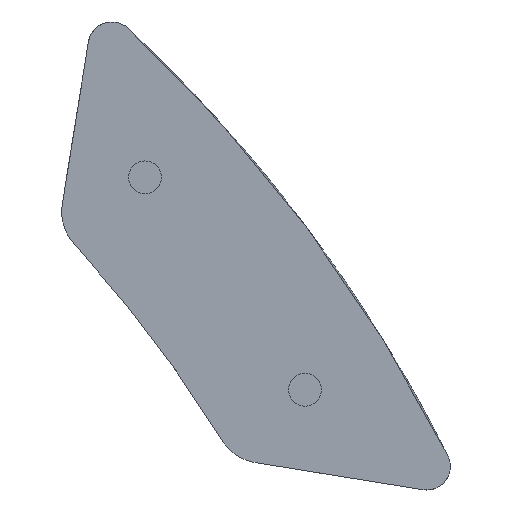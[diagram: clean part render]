
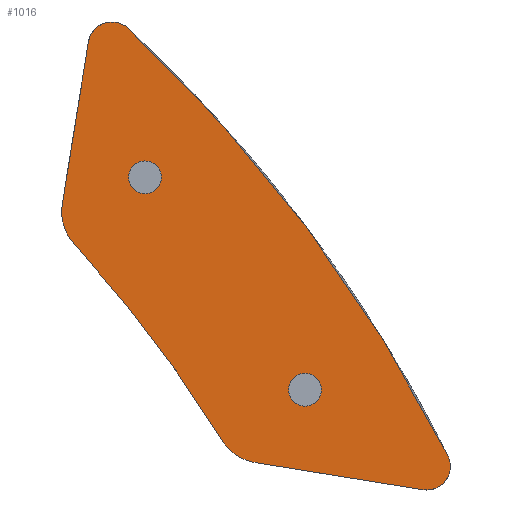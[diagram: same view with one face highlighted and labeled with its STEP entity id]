
A CAD part, front view. The second image highlights one B-rep face of the part: STEP entity #1016.
In plain terms, the highlighted planar face has unit normal (0, -1, 0).
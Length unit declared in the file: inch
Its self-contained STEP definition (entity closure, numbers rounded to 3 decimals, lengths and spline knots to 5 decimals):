
#15=FACE_BOUND('',#313,.T.);
#16=FACE_BOUND('',#314,.T.);
#57=PLANE('',#1145);
#97=LINE('',#2108,#155);
#98=LINE('',#2115,#156);
#155=VECTOR('',#1407,0.3937);
#156=VECTOR('',#1414,0.3937);
#250=FACE_OUTER_BOUND('',#312,.T.);
#312=EDGE_LOOP('',(#821,#822,#823,#824,#825,#826,#827,#828));
#313=EDGE_LOOP('',(#829));
#314=EDGE_LOOP('',(#830));
#397=CIRCLE('',#1144,0.125);
#398=CIRCLE('',#1146,8.);
#399=CIRCLE('',#1147,0.125);
#400=CIRCLE('',#1148,0.25);
#401=CIRCLE('',#1149,7.);
#402=CIRCLE('',#1150,0.25);
#403=CIRCLE('',#1151,0.0865);
#404=CIRCLE('',#1152,0.0865);
#485=VERTEX_POINT('',#2097);
#486=VERTEX_POINT('',#2098);
#487=VERTEX_POINT('',#2103);
#488=VERTEX_POINT('',#2105);
#489=VERTEX_POINT('',#2107);
#490=VERTEX_POINT('',#2109);
#491=VERTEX_POINT('',#2111);
#492=VERTEX_POINT('',#2113);
#493=VERTEX_POINT('',#2116);
#494=VERTEX_POINT('',#2118);
#613=EDGE_CURVE('',#485,#486,#397,.T.);
#616=EDGE_CURVE('',#487,#485,#398,.T.);
#617=EDGE_CURVE('',#488,#487,#399,.T.);
#618=EDGE_CURVE('',#489,#488,#97,.T.);
#619=EDGE_CURVE('',#490,#489,#400,.T.);
#620=EDGE_CURVE('',#491,#490,#401,.T.);
#621=EDGE_CURVE('',#492,#491,#402,.T.);
#622=EDGE_CURVE('',#486,#492,#98,.T.);
#623=EDGE_CURVE('',#493,#493,#403,.T.);
#624=EDGE_CURVE('',#494,#494,#404,.T.);
#821=ORIENTED_EDGE('',*,*,#613,.F.);
#822=ORIENTED_EDGE('',*,*,#616,.F.);
#823=ORIENTED_EDGE('',*,*,#617,.F.);
#824=ORIENTED_EDGE('',*,*,#618,.F.);
#825=ORIENTED_EDGE('',*,*,#619,.F.);
#826=ORIENTED_EDGE('',*,*,#620,.F.);
#827=ORIENTED_EDGE('',*,*,#621,.F.);
#828=ORIENTED_EDGE('',*,*,#622,.F.);
#829=ORIENTED_EDGE('',*,*,#623,.T.);
#830=ORIENTED_EDGE('',*,*,#624,.T.);
#1016=ADVANCED_FACE('',(#250,#15,#16),#57,.F.);
#1144=AXIS2_PLACEMENT_3D('',#2099,#1397,#1398);
#1145=AXIS2_PLACEMENT_3D('',#2102,#1401,#1402);
#1146=AXIS2_PLACEMENT_3D('',#2104,#1403,#1404);
#1147=AXIS2_PLACEMENT_3D('',#2106,#1405,#1406);
#1148=AXIS2_PLACEMENT_3D('',#2110,#1408,#1409);
#1149=AXIS2_PLACEMENT_3D('',#2112,#1410,#1411);
#1150=AXIS2_PLACEMENT_3D('',#2114,#1412,#1413);
#1151=AXIS2_PLACEMENT_3D('',#2117,#1415,#1416);
#1152=AXIS2_PLACEMENT_3D('',#2119,#1417,#1418);
#1397=DIRECTION('center_axis',(0.,1.,0.));
#1398=DIRECTION('ref_axis',(0.807,0.,-0.591));
#1401=DIRECTION('center_axis',(0.,1.,0.));
#1402=DIRECTION('ref_axis',(0.,0.,1.));
#1403=DIRECTION('center_axis',(0.,1.,0.));
#1404=DIRECTION('ref_axis',(0.661,0.,0.75));
#1405=DIRECTION('center_axis',(0.,1.,0.));
#1406=DIRECTION('ref_axis',(-0.324,0.,0.946));
#1407=DIRECTION('',(0.159,0.,0.987));
#1408=DIRECTION('center_axis',(0.,1.,0.));
#1409=DIRECTION('ref_axis',(-0.959,0.,-0.285));
#1410=DIRECTION('center_axis',(0.,-1.,0.));
#1411=DIRECTION('ref_axis',(-0.728,0.,-0.685));
#1412=DIRECTION('center_axis',(0.,1.,0.));
#1413=DIRECTION('ref_axis',(-0.556,0.,-0.831));
#1414=DIRECTION('',(-0.987,0.,0.159));
#1415=DIRECTION('center_axis',(0.,1.,0.));
#1416=DIRECTION('ref_axis',(-1.,0.,0.));
#1417=DIRECTION('center_axis',(0.,1.,0.));
#1418=DIRECTION('ref_axis',(-1.,0.,0.));
#2097=CARTESIAN_POINT('',(8.14707,0.,3.59436));
#2098=CARTESIAN_POINT('',(8.01548,0.,3.41479));
#2099=CARTESIAN_POINT('Origin',(8.0354,0.,3.5382));
#2102=CARTESIAN_POINT('Origin',(7.03724,0.,4.51746));
#2103=CARTESIAN_POINT('',(6.46351,0.,5.8438));
#2104=CARTESIAN_POINT('Origin',(1.,0.,0.));
#2105=CARTESIAN_POINT('',(6.25475,0.,5.77242));
#2106=CARTESIAN_POINT('Origin',(6.37815,0.,5.75249));
#2107=CARTESIAN_POINT('',(6.11673,0.,4.91788));
#2108=CARTESIAN_POINT('',(6.09731,0.,4.79765));
#2109=CARTESIAN_POINT('',(6.17858,0.,4.70981));
#2110=CARTESIAN_POINT('Origin',(6.36353,0.,4.87802));
#2111=CARTESIAN_POINT('',(6.95892,0.,3.67305));
#2112=CARTESIAN_POINT('Origin',(1.,0.,0.));
#2113=CARTESIAN_POINT('',(7.13189,0.,3.55743));
#2114=CARTESIAN_POINT('Origin',(7.17173,0.,3.80423));
#2115=CARTESIAN_POINT('',(8.25252,0.,3.37653));
#2116=CARTESIAN_POINT('',(6.63893,0.,5.05932));
#2117=CARTESIAN_POINT('Origin',(6.55243,0.,5.05932));
#2118=CARTESIAN_POINT('',(7.48132,0.,3.94112));
#2119=CARTESIAN_POINT('Origin',(7.39482,0.,3.94112));
